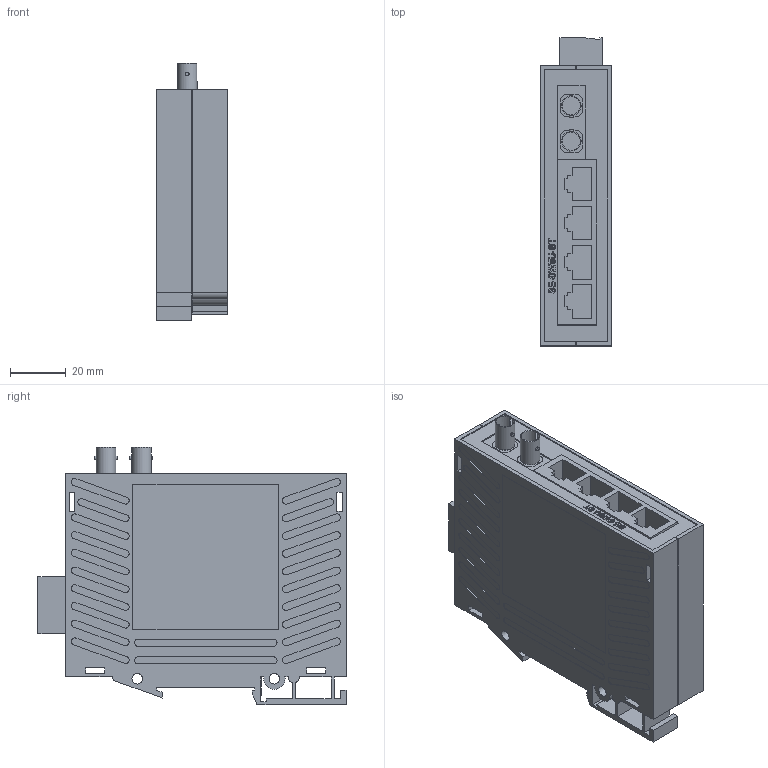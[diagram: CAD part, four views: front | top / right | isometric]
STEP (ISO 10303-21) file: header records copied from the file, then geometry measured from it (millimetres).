
FILE_DESCRIPTION (( 'STEP AP214' ), '1' );
FILE_NAME ('SE-SW5U-ST.STEP', '2012-03-06T15:39:57', ( ' ' ), ( ' ' ), 'SwSTEP 2.0', 'SolidWorks 2011', '' );
FILE_SCHEMA (( 'AUTOMOTIVE_DESIGN' ));
Length unit declared in the file: millimetre
Products named in the file (1): SE-SW5U-ST
Bounding box: 25.4 x 110.49 x 92.21 mm (x, y, z)
Volume: 37991.1 mm3; surface area: 61736.7 mm2
Topology: 18 solids, 18 shells, 1028 faces, 2768 edges, 1844 vertices
Faces by surface type: plane 699, cylinder 269, bspline 60
Full cylindrical faces by diameter (mm): 1.3 x4, 3.81 x12, 6.5 x2, 7 x2
Entity records: 38320 total; most frequent: CARTESIAN_POINT 9341, ORIENTED_EDGE 5488, DIRECTION 5096, EDGE_CURVE 2744, VECTOR 2082, LINE 2082, VERTEX_POINT 1840, AXIS2_PLACEMENT_3D 1507
